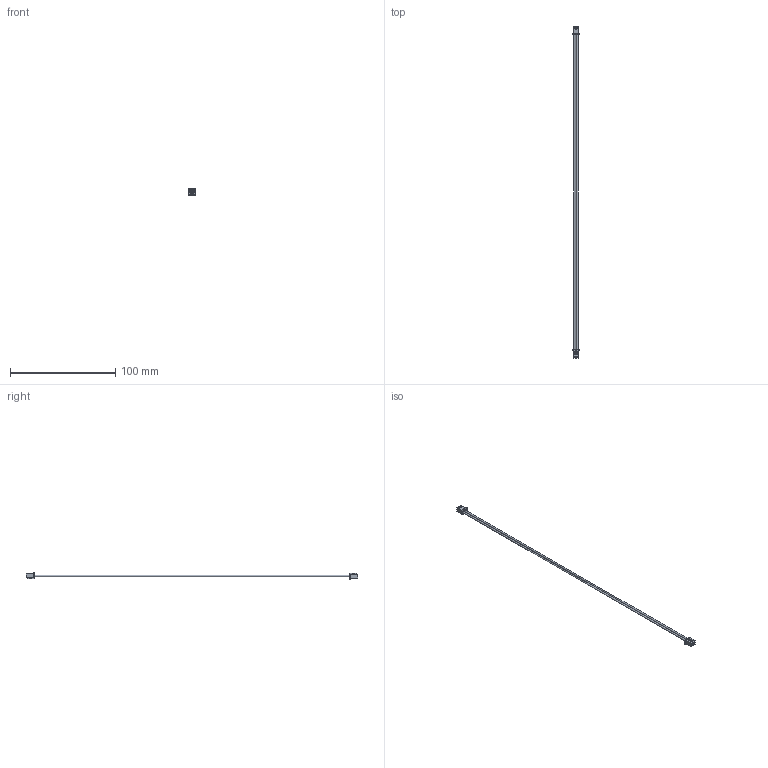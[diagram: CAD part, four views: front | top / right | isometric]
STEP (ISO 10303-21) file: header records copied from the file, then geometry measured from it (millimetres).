
FILE_DESCRIPTION (( 'STEP AP214' ), '1' );
FILE_NAME ('026211-GEO_2.STEP', '2022-02-23T20:43:34', ( '' ), ( '' ), 'SwSTEP 2.0', 'SolidWorks 2020', '' );
FILE_SCHEMA (( 'AUTOMOTIVE_DESIGN' ));
Length unit declared in the file: millimetre
Products named in the file (3): 026211-GEO_2; 22AWG, 300mm Wires - Red, Black_Item Name from PLM; XHP-2_Item Name from PLM
Assembly tree (3 placements, depth 2):
  026211-GEO_2
    XHP-2_Item Name from PLM  x2
    22AWG, 300mm Wires - Red, Black_Item Name from PLM
Bounding box: 7.3 x 315.5 x 6 mm (x, y, z)
Volume: 1544.9 mm3; surface area: 3523.7 mm2
Topology: 4 solids, 4 shells, 126 faces, 330 edges, 220 vertices
Faces by surface type: plane 124, cylinder 2
Full cylindrical faces by diameter (mm): 1.575 x2
Entity records: 2139 total; most frequent: CARTESIAN_POINT 350, ORIENTED_EDGE 332, DIRECTION 314, EDGE_CURVE 166, LINE 162, VECTOR 162, VERTEX_POINT 112, AXIS2_PLACEMENT_3D 76
